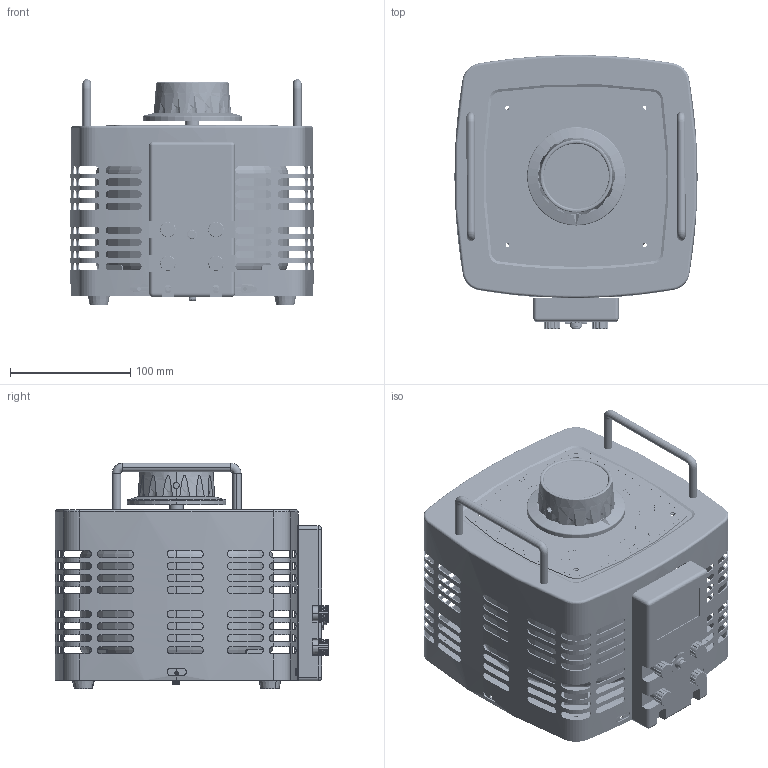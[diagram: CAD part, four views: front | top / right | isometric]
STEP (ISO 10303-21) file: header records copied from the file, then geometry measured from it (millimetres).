
FILE_DESCRIPTION (( 'STEP AP214' ), '1' );
FILE_NAME ('TDGC2-3KVA三维图-202509.STEP', '2025-09-06T02:37:55', ( 'China' ), ( 'Home' ), 'SwSTEP 2.0', 'SolidWorks 2020', '' );
FILE_SCHEMA (( 'AUTOMOTIVE_DESIGN' ));
Length unit declared in the file: millimetre
Products named in the file (17): 线圈TDGC3K; TDGC2-3K砎々褐; TDGC2-3K諉盄碟; 85L17桶芛3k; TDGC2-3K梓齪; TDGC2-3K笢粣; 徹婥悵誘ん3k; TDGC2-3K枑忒; 諉盄簽3k綻; 諉華え; TDGC2-1~3K忒謫; TDGC2-3KVA三维图-202509; TDGC2-3K菁攫2025; TDGC2-3K俋欶2025; 諉盄簽3k窪; 酴蹟譫
Assembly tree (25 placements, depth 3):
  TDGC2-3KVA三维图-202509
    TDGC2-3K菁攫2025
    TDGC2-3K諉盄碟
      TDGC2-3K諉盄碟
      徹婥悵誘ん3k
      酴蹟譫  x4
      85L17桶芛3k
    TDGC2-3K俋欶2025
    TDGC2-3K砎々褐  x4
    线圈TDGC3K
    TDGC2-3K梓齪
    TDGC2-1~3K忒謫
    TDGC2-3K笢粣
    TDGC2-3K枑忒  x2
    諉盄簽3k窪  x2
    諉盄簽3k綻  x2
    諉華え
Bounding box: 202 x 227.5 x 187.5 mm (x, y, z)
Volume: 1825479.4 mm3; surface area: 522744.2 mm2
Topology: 31 solids, 31 shells, 4810 faces, 13703 edges, 9089 vertices
Faces by surface type: plane 2632, cylinder 1432, bspline 580, torus 100, cone 62, sphere 4
Entity records: 193700 total; most frequent: CARTESIAN_POINT 82584, ORIENTED_EDGE 19722, DIRECTION 15811, EDGE_CURVE 9861, VERTEX_POINT 6536, LINE 5793, VECTOR 5793, AXIS2_PLACEMENT_3D 5009
